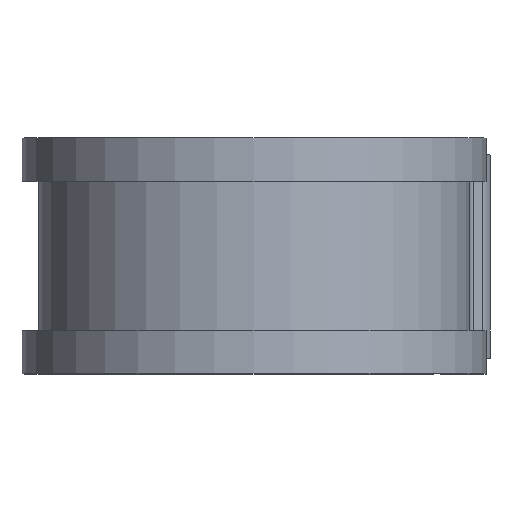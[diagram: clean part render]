
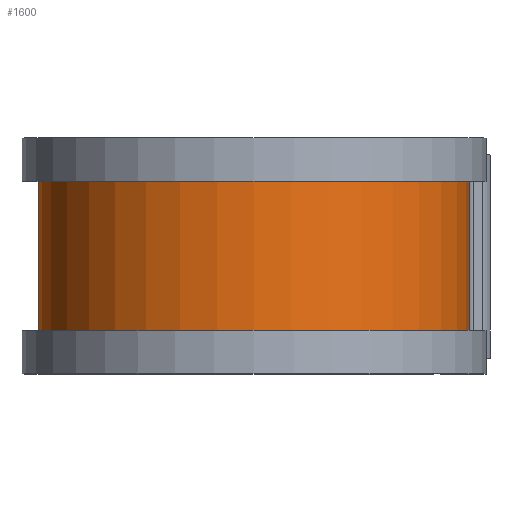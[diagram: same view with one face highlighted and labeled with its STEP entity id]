
A CAD part, top view. The second image highlights one B-rep face of the part: STEP entity #1600.
In plain terms, the highlighted cylindrical face has radius 20.206 mm (diameter 40.411 mm), a partial arc.
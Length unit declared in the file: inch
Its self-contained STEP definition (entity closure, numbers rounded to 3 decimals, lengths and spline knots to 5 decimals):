
#34 = DIRECTION ( 'NONE',  ( 0., -1., 0. ) ) ;
#38 = DIRECTION ( 'NONE',  ( 0., 0., -1. ) ) ;
#47 = DIRECTION ( 'NONE',  ( 0., -1., 0. ) ) ;
#62 = CARTESIAN_POINT ( 'NONE',  ( 0., 0.275, 0. ) ) ;
#210 = ORIENTED_EDGE ( 'NONE', *, *, #1559, .F. ) ;
#255 = AXIS2_PLACEMENT_3D ( 'NONE', #368, #543, #1485 ) ;
#324 = EDGE_CURVE ( 'NONE', #541, #1232, #826, .T. ) ;
#368 = CARTESIAN_POINT ( 'NONE',  ( 0., 0.375, 0. ) ) ;
#417 = VERTEX_POINT ( 'NONE', #1527 ) ;
#476 = LINE ( 'NONE', #1682, #1234 ) ;
#504 = CARTESIAN_POINT ( 'NONE',  ( 0.7955, 0.275, 0. ) ) ;
#512 = EDGE_LOOP ( 'NONE', ( #210, #513, #556, #1454 ) ) ;
#513 = ORIENTED_EDGE ( 'NONE', *, *, #324, .T. ) ;
#526 = EDGE_CURVE ( 'NONE', #1232, #417, #1385, .T. ) ;
#541 = VERTEX_POINT ( 'NONE', #504 ) ;
#543 = DIRECTION ( 'NONE',  ( 0., -1., 0. ) ) ;
#556 = ORIENTED_EDGE ( 'NONE', *, *, #526, .T. ) ;
#636 = VERTEX_POINT ( 'NONE', #994 ) ;
#661 = DIRECTION ( 'NONE',  ( 0., -1., 0. ) ) ;
#783 = FACE_OUTER_BOUND ( 'NONE', #512, .T. ) ;
#792 = AXIS2_PLACEMENT_3D ( 'NONE', #899, #832, #872 ) ;
#826 = CIRCLE ( 'NONE', #1149, 0.7955 ) ;
#832 = DIRECTION ( 'NONE',  ( 0., -1., 0. ) ) ;
#836 = CARTESIAN_POINT ( 'NONE',  ( 0., 0.375, -0.7955 ) ) ;
#872 = DIRECTION ( 'NONE',  ( 0., 0., -1. ) ) ;
#899 = CARTESIAN_POINT ( 'NONE',  ( 0., -0.275, 0. ) ) ;
#919 = EDGE_CURVE ( 'NONE', #636, #417, #1320, .T. ) ;
#994 = CARTESIAN_POINT ( 'NONE',  ( 0.7955, -0.275, 0. ) ) ;
#1084 = VECTOR ( 'NONE', #661, 39.37008 ) ;
#1149 = AXIS2_PLACEMENT_3D ( 'NONE', #62, #47, #38 ) ;
#1184 = CARTESIAN_POINT ( 'NONE',  ( 0., 0.275, -0.7955 ) ) ;
#1232 = VERTEX_POINT ( 'NONE', #1184 ) ;
#1234 = VECTOR ( 'NONE', #34, 39.37008 ) ;
#1320 = CIRCLE ( 'NONE', #792, 0.7955 ) ;
#1385 = LINE ( 'NONE', #836, #1084 ) ;
#1454 = ORIENTED_EDGE ( 'NONE', *, *, #919, .F. ) ;
#1485 = DIRECTION ( 'NONE',  ( 0., 0., -1. ) ) ;
#1527 = CARTESIAN_POINT ( 'NONE',  ( 0., -0.275, -0.7955 ) ) ;
#1559 = EDGE_CURVE ( 'NONE', #541, #636, #476, .T. ) ;
#1600 = ADVANCED_FACE ( 'NONE', ( #783 ), #1691, .T. ) ;
#1682 = CARTESIAN_POINT ( 'NONE',  ( 0.7955, 0.375, 0. ) ) ;
#1691 = CYLINDRICAL_SURFACE ( 'NONE', #255, 0.7955 ) ;
